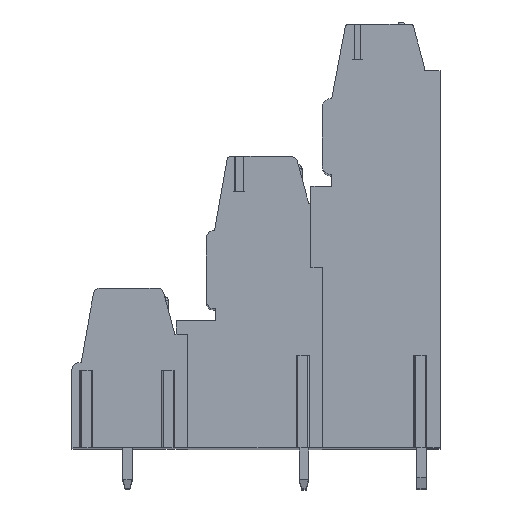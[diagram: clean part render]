
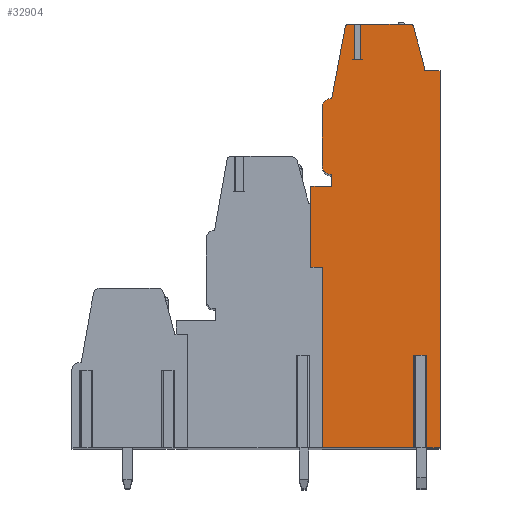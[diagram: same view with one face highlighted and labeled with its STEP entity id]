
A CAD part, top view. The second image highlights one B-rep face of the part: STEP entity #32904.
In plain terms, the highlighted planar face has unit normal (0, 0, 1).
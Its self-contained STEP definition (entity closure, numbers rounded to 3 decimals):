
#13=DIRECTION('',(0.,1.,0.));
#14=VECTOR('',#13,15.6);
#15=CARTESIAN_POINT('',(1.,-19.1,78.74));
#16=LINE('',#15,#14);
#17=DIRECTION('',(1.,0.,0.));
#18=VECTOR('',#17,1.);
#19=CARTESIAN_POINT('',(0.,-3.5,78.74));
#20=LINE('',#19,#18);
#21=DIRECTION('',(-1.,0.,0.));
#22=VECTOR('',#21,1.8);
#23=CARTESIAN_POINT('',(1.8,3.5,78.74));
#24=LINE('',#23,#22);
#25=DIRECTION('',(0.,-1.,0.));
#26=VECTOR('',#25,1.);
#27=CARTESIAN_POINT('',(1.8,4.5,78.74));
#28=LINE('',#27,#26);
#29=CARTESIAN_POINT('',(1.8,5.3,78.74));
#30=DIRECTION('',(0.,0.,1.));
#31=DIRECTION('',(-1.,0.,0.));
#32=AXIS2_PLACEMENT_3D('',#29,#30,#31);
#34=DIRECTION('',(0.,-1.,0.));
#35=VECTOR('',#34,5.);
#36=CARTESIAN_POINT('',(1.,10.3,78.74));
#37=LINE('',#36,#35);
#38=CARTESIAN_POINT('',(1.8,10.3,78.74));
#39=DIRECTION('',(0.,0.,1.));
#40=DIRECTION('',(0.,1.,0.));
#41=AXIS2_PLACEMENT_3D('',#38,#39,#40);
#43=DIRECTION('',(-0.186,-0.983,0.));
#44=VECTOR('',#43,6.265);
#45=CARTESIAN_POINT('',(2.964,17.256,78.74));
#46=LINE('',#45,#44);
#47=CARTESIAN_POINT('',(3.259,17.2,78.74));
#48=DIRECTION('',(0.,0.,1.));
#49=DIRECTION('',(0.,1.,0.));
#50=AXIS2_PLACEMENT_3D('',#47,#48,#49);
#52=DIRECTION('',(-1.,0.,0.));
#53=VECTOR('',#52,0.551);
#54=CARTESIAN_POINT('',(3.81,17.5,78.74));
#55=LINE('',#54,#53);
#56=DIRECTION('',(0.,-1.,0.));
#57=VECTOR('',#56,3.05);
#58=CARTESIAN_POINT('',(3.81,17.5,78.74));
#59=LINE('',#58,#57);
#60=DIRECTION('',(1.,0.,0.));
#61=VECTOR('',#60,0.5);
#62=CARTESIAN_POINT('',(3.81,14.45,78.74));
#63=LINE('',#62,#61);
#64=DIRECTION('',(0.,-1.,0.));
#65=VECTOR('',#64,3.05);
#66=CARTESIAN_POINT('',(4.31,17.5,78.74));
#67=LINE('',#66,#65);
#68=DIRECTION('',(-1.,0.,0.));
#69=VECTOR('',#68,4.27);
#70=CARTESIAN_POINT('',(8.58,17.5,78.74));
#71=LINE('',#70,#69);
#72=CARTESIAN_POINT('',(8.58,17.2,78.74));
#73=DIRECTION('',(0.,0.,1.));
#74=DIRECTION('',(0.965,0.261,0.));
#75=AXIS2_PLACEMENT_3D('',#72,#73,#74);
#77=DIRECTION('',(-0.261,0.965,0.));
#78=VECTOR('',#77,3.539);
#79=CARTESIAN_POINT('',(9.792,13.861,78.74));
#80=LINE('',#79,#78);
#81=DIRECTION('',(-0.035,0.999,0.));
#82=VECTOR('',#81,0.361);
#83=CARTESIAN_POINT('',(9.805,13.5,78.74));
#84=LINE('',#83,#82);
#85=DIRECTION('',(-1.,0.,0.));
#86=VECTOR('',#85,1.355);
#87=CARTESIAN_POINT('',(11.16,13.5,78.74));
#88=LINE('',#87,#86);
#89=DIRECTION('',(0.,1.,0.));
#90=VECTOR('',#89,32.6);
#91=CARTESIAN_POINT('',(11.16,-19.1,78.74));
#92=LINE('',#91,#90);
#93=DIRECTION('',(1.,0.,0.));
#94=VECTOR('',#93,1.39);
#95=CARTESIAN_POINT('',(9.77,-19.1,78.74));
#96=LINE('',#95,#94);
#97=DIRECTION('',(0.,1.,0.));
#98=VECTOR('',#97,8.);
#99=CARTESIAN_POINT('',(9.77,-19.1,78.74));
#100=LINE('',#99,#98);
#101=DIRECTION('',(-1.,0.,0.));
#102=VECTOR('',#101,0.62);
#103=CARTESIAN_POINT('',(9.77,-11.1,78.74));
#104=LINE('',#103,#102);
#105=DIRECTION('',(0.,1.,0.));
#106=VECTOR('',#105,8.);
#107=CARTESIAN_POINT('',(9.15,-19.1,78.74));
#108=LINE('',#107,#106);
#109=DIRECTION('',(1.,0.,0.));
#110=VECTOR('',#109,8.15);
#111=CARTESIAN_POINT('',(1.,-19.1,78.74));
#112=LINE('',#111,#110);
#3800=DIRECTION('',(0.,-1.,0.));
#3801=VECTOR('',#3800,7.);
#3802=CARTESIAN_POINT('',(0.,3.5,78.74));
#3803=LINE('',#3802,#3801);
#25931=CARTESIAN_POINT('',(11.16,-19.1,78.74));
#25932=CARTESIAN_POINT('',(11.16,13.5,78.74));
#25933=VERTEX_POINT('',#25931);
#25934=VERTEX_POINT('',#25932);
#25935=CARTESIAN_POINT('',(9.805,13.5,78.74));
#25936=VERTEX_POINT('',#25935);
#25937=CARTESIAN_POINT('',(9.792,13.861,78.74));
#25938=VERTEX_POINT('',#25937);
#25939=CARTESIAN_POINT('',(8.87,17.278,78.74));
#25940=VERTEX_POINT('',#25939);
#25941=CARTESIAN_POINT('',(8.58,17.5,78.74));
#25942=VERTEX_POINT('',#25941);
#25943=CARTESIAN_POINT('',(3.259,17.5,78.74));
#25944=CARTESIAN_POINT('',(2.964,17.256,78.74));
#25945=VERTEX_POINT('',#25943);
#25946=VERTEX_POINT('',#25944);
#25947=CARTESIAN_POINT('',(1.8,11.1,78.74));
#25948=VERTEX_POINT('',#25947);
#25949=CARTESIAN_POINT('',(1.,10.3,78.74));
#25950=VERTEX_POINT('',#25949);
#25951=CARTESIAN_POINT('',(1.,5.3,78.74));
#25952=VERTEX_POINT('',#25951);
#25953=CARTESIAN_POINT('',(1.8,4.5,78.74));
#25954=VERTEX_POINT('',#25953);
#25955=CARTESIAN_POINT('',(1.8,3.5,78.74));
#25956=VERTEX_POINT('',#25955);
#25957=CARTESIAN_POINT('',(0.,3.5,78.74));
#25958=VERTEX_POINT('',#25957);
#26043=CARTESIAN_POINT('',(9.77,-11.1,78.74));
#26044=CARTESIAN_POINT('',(9.15,-11.1,78.74));
#26045=VERTEX_POINT('',#26043);
#26046=VERTEX_POINT('',#26044);
#26047=CARTESIAN_POINT('',(9.77,-19.1,78.74));
#26048=VERTEX_POINT('',#26047);
#26049=CARTESIAN_POINT('',(9.15,-19.1,78.74));
#26050=VERTEX_POINT('',#26049);
#26051=CARTESIAN_POINT('',(1.,-19.1,78.74));
#26052=VERTEX_POINT('',#26051);
#26089=CARTESIAN_POINT('',(3.81,14.45,78.74));
#26090=CARTESIAN_POINT('',(4.31,14.45,78.74));
#26091=VERTEX_POINT('',#26089);
#26092=VERTEX_POINT('',#26090);
#26093=CARTESIAN_POINT('',(3.81,17.5,78.74));
#26094=VERTEX_POINT('',#26093);
#26099=CARTESIAN_POINT('',(4.31,17.5,78.74));
#26100=VERTEX_POINT('',#26099);
#30305=CARTESIAN_POINT('',(1.,-3.5,78.74));
#30306=VERTEX_POINT('',#30305);
#30307=CARTESIAN_POINT('',(0.,-3.5,78.74));
#30308=VERTEX_POINT('',#30307);
#32847=CARTESIAN_POINT('',(0.,0.,78.74));
#32848=DIRECTION('',(0.,0.,1.));
#32849=DIRECTION('',(1.,0.,0.));
#32850=AXIS2_PLACEMENT_3D('',#32847,#32848,#32849);
#32851=PLANE('',#32850);
#32853=ORIENTED_EDGE('',*,*,#32852,.T.);
#32855=ORIENTED_EDGE('',*,*,#32854,.F.);
#32857=ORIENTED_EDGE('',*,*,#32856,.F.);
#32859=ORIENTED_EDGE('',*,*,#32858,.F.);
#32861=ORIENTED_EDGE('',*,*,#32860,.F.);
#32863=ORIENTED_EDGE('',*,*,#32862,.F.);
#32865=ORIENTED_EDGE('',*,*,#32864,.F.);
#32867=ORIENTED_EDGE('',*,*,#32866,.F.);
#32869=ORIENTED_EDGE('',*,*,#32868,.F.);
#32871=ORIENTED_EDGE('',*,*,#32870,.F.);
#32873=ORIENTED_EDGE('',*,*,#32872,.F.);
#32875=ORIENTED_EDGE('',*,*,#32874,.T.);
#32877=ORIENTED_EDGE('',*,*,#32876,.T.);
#32879=ORIENTED_EDGE('',*,*,#32878,.F.);
#32881=ORIENTED_EDGE('',*,*,#32880,.F.);
#32883=ORIENTED_EDGE('',*,*,#32882,.F.);
#32885=ORIENTED_EDGE('',*,*,#32884,.F.);
#32887=ORIENTED_EDGE('',*,*,#32886,.F.);
#32889=ORIENTED_EDGE('',*,*,#32888,.F.);
#32891=ORIENTED_EDGE('',*,*,#32890,.F.);
#32893=ORIENTED_EDGE('',*,*,#32892,.F.);
#32895=ORIENTED_EDGE('',*,*,#32894,.T.);
#32897=ORIENTED_EDGE('',*,*,#32896,.T.);
#32899=ORIENTED_EDGE('',*,*,#32898,.F.);
#32901=ORIENTED_EDGE('',*,*,#32900,.F.);
#32902=EDGE_LOOP('',(#32853,#32855,#32857,#32859,#32861,#32863,#32865,#32867,
#32869,#32871,#32873,#32875,#32877,#32879,#32881,#32883,#32885,#32887,#32889,
#32891,#32893,#32895,#32897,#32899,#32901));
#32903=FACE_OUTER_BOUND('',#32902,.F.);
#33=CIRCLE('',#32,0.8);
#42=CIRCLE('',#41,0.8);
#51=CIRCLE('',#50,0.3);
#76=CIRCLE('',#75,0.3);
#32852=EDGE_CURVE('',#26052,#30306,#16,.T.);
#32854=EDGE_CURVE('',#30308,#30306,#20,.T.);
#32856=EDGE_CURVE('',#25958,#30308,#3803,.T.);
#32858=EDGE_CURVE('',#25956,#25958,#24,.T.);
#32860=EDGE_CURVE('',#25954,#25956,#28,.T.);
#32862=EDGE_CURVE('',#25952,#25954,#33,.T.);
#32864=EDGE_CURVE('',#25950,#25952,#37,.T.);
#32866=EDGE_CURVE('',#25948,#25950,#42,.T.);
#32868=EDGE_CURVE('',#25946,#25948,#46,.T.);
#32870=EDGE_CURVE('',#25945,#25946,#51,.T.);
#32872=EDGE_CURVE('',#26094,#25945,#55,.T.);
#32874=EDGE_CURVE('',#26094,#26091,#59,.T.);
#32876=EDGE_CURVE('',#26091,#26092,#63,.T.);
#32878=EDGE_CURVE('',#26100,#26092,#67,.T.);
#32880=EDGE_CURVE('',#25942,#26100,#71,.T.);
#32882=EDGE_CURVE('',#25940,#25942,#76,.T.);
#32884=EDGE_CURVE('',#25938,#25940,#80,.T.);
#32886=EDGE_CURVE('',#25936,#25938,#84,.T.);
#32888=EDGE_CURVE('',#25934,#25936,#88,.T.);
#32890=EDGE_CURVE('',#25933,#25934,#92,.T.);
#32892=EDGE_CURVE('',#26048,#25933,#96,.T.);
#32894=EDGE_CURVE('',#26048,#26045,#100,.T.);
#32896=EDGE_CURVE('',#26045,#26046,#104,.T.);
#32898=EDGE_CURVE('',#26050,#26046,#108,.T.);
#32900=EDGE_CURVE('',#26052,#26050,#112,.T.);
#32904=ADVANCED_FACE('',(#32903),#32851,.T.);
